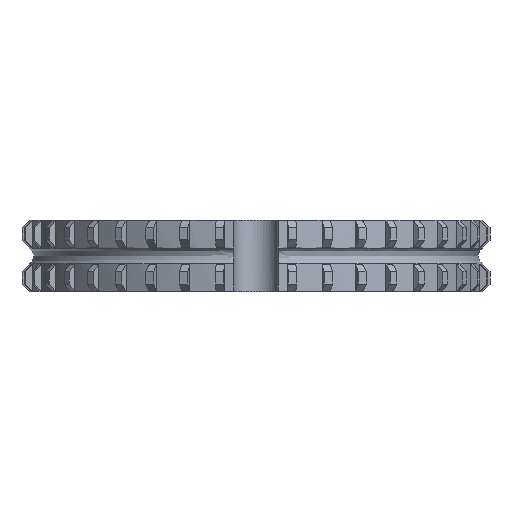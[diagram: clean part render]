
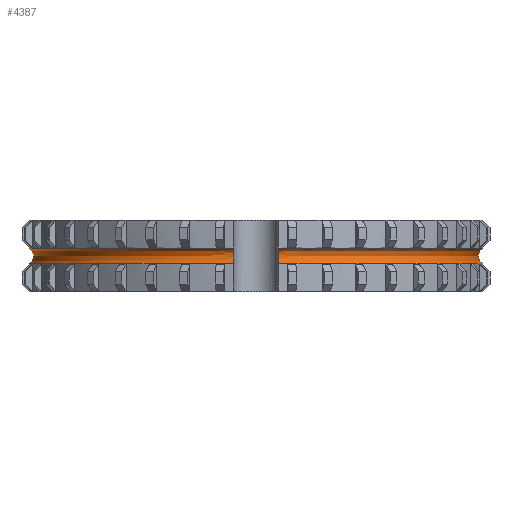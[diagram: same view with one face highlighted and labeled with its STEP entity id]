
A CAD part, top view. The second image highlights one B-rep face of the part: STEP entity #4387.
In plain terms, the highlighted free-form (B-spline) face has degree [2, 2] with [7, 3] control points.
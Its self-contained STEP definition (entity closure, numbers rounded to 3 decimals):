
#4387 = ADVANCED_FACE('',(#4388),#4452,.F.);
#4388 = FACE_BOUND('',#4389,.F.);
#4389 = EDGE_LOOP('',(#4390,#4411,#4423,#4442));
#4390 = ORIENTED_EDGE('',*,*,#4391,.T.);
#4391 = EDGE_CURVE('',#4392,#4394,#4396,.T.);
#4392 = VERTEX_POINT('',#4393);
#4393 = CARTESIAN_POINT('',(5.738,-1.975,
    58.764));
#4394 = VERTEX_POINT('',#4395);
#4395 = CARTESIAN_POINT('',(5.738,1.975,
    58.764));
#4396 = B_SPLINE_CURVE_WITH_KNOTS('',3,(#4397,#4398,#4399,#4400,#4401,
    #4402,#4403,#4404,#4405,#4406,#4407,#4408,#4409,#4410),
  .UNSPECIFIED.,.F.,.F.,(4,2,2,2,2,2,4),(0.295,0.34,
    0.396,0.452,0.509,0.565,
    0.61),.UNSPECIFIED.);
#4397 = CARTESIAN_POINT('',(5.738,-1.975,
    58.764));
#4398 = CARTESIAN_POINT('',(5.738,-1.87,
    58.559));
#4399 = CARTESIAN_POINT('',(5.738,-1.722,
    58.358));
#4400 = CARTESIAN_POINT('',(5.738,-1.375,
    58.011));
#4401 = CARTESIAN_POINT('',(5.738,-1.102,
    57.827));
#4402 = CARTESIAN_POINT('',(5.738,-0.596,
    57.617));
#4403 = CARTESIAN_POINT('',(5.738,-0.274,
    57.553));
#4404 = CARTESIAN_POINT('',(5.738,0.274,
    57.553));
#4405 = CARTESIAN_POINT('',(5.738,0.596,
    57.617));
#4406 = CARTESIAN_POINT('',(5.738,1.102,
    57.827));
#4407 = CARTESIAN_POINT('',(5.738,1.375,
    58.011));
#4408 = CARTESIAN_POINT('',(5.738,1.722,
    58.358));
#4409 = CARTESIAN_POINT('',(5.738,1.87,58.559
    ));
#4410 = CARTESIAN_POINT('',(5.738,1.975,
    58.764));
#4411 = ORIENTED_EDGE('',*,*,#4412,.T.);
#4412 = EDGE_CURVE('',#4394,#4413,#4415,.T.);
#4413 = VERTEX_POINT('',#4414);
#4414 = CARTESIAN_POINT('',(-5.738,1.975,
    58.764));
#4415 = ( BOUNDED_CURVE() B_SPLINE_CURVE(2,(#4416,#4417,#4418,#4419,
#4420,#4421,#4422),.UNSPECIFIED.,.F.,.F.) B_SPLINE_CURVE_WITH_KNOTS((3,2
    ,2,3),(4.81,6.839,8.869,10.898)
,.PIECEWISE_BEZIER_KNOTS.) CURVE() GEOMETRIC_REPRESENTATION_ITEM() 
RATIONAL_B_SPLINE_CURVE((1.,0.528,1.,0.528,1.,
0.528,1.)) REPRESENTATION_ITEM('') );
#4416 = CARTESIAN_POINT('',(5.738,1.975,
    58.764));
#4417 = CARTESIAN_POINT('',(100.296,1.975,
    49.531));
#4418 = CARTESIAN_POINT('',(50.148,1.975,
    -31.165));
#4419 = CARTESIAN_POINT('',(0.,1.975,
    -111.86));
#4420 = CARTESIAN_POINT('',(-50.148,1.975,
    -31.165));
#4421 = CARTESIAN_POINT('',(-100.296,1.975,
    49.531));
#4422 = CARTESIAN_POINT('',(-5.738,1.975,
    58.764));
#4423 = ORIENTED_EDGE('',*,*,#4424,.T.);
#4424 = EDGE_CURVE('',#4413,#4425,#4427,.T.);
#4425 = VERTEX_POINT('',#4426);
#4426 = CARTESIAN_POINT('',(-5.738,-1.975,
    58.764));
#4427 = B_SPLINE_CURVE_WITH_KNOTS('',3,(#4428,#4429,#4430,#4431,#4432,
    #4433,#4434,#4435,#4436,#4437,#4438,#4439,#4440,#4441),
  .UNSPECIFIED.,.F.,.F.,(4,2,2,2,2,2,4),(0.295,0.34,
    0.396,0.452,0.509,0.565,
    0.61),.UNSPECIFIED.);
#4428 = CARTESIAN_POINT('',(-5.738,1.975,
    58.764));
#4429 = CARTESIAN_POINT('',(-5.738,1.87,
    58.559));
#4430 = CARTESIAN_POINT('',(-5.738,1.722,
    58.358));
#4431 = CARTESIAN_POINT('',(-5.738,1.375,
    58.011));
#4432 = CARTESIAN_POINT('',(-5.738,1.102,
    57.827));
#4433 = CARTESIAN_POINT('',(-5.738,0.596,
    57.617));
#4434 = CARTESIAN_POINT('',(-5.738,0.274,
    57.553));
#4435 = CARTESIAN_POINT('',(-5.738,-0.274,
    57.553));
#4436 = CARTESIAN_POINT('',(-5.738,-0.596,
    57.617));
#4437 = CARTESIAN_POINT('',(-5.738,-1.102,
    57.827));
#4438 = CARTESIAN_POINT('',(-5.738,-1.375,
    58.011));
#4439 = CARTESIAN_POINT('',(-5.738,-1.722,
    58.358));
#4440 = CARTESIAN_POINT('',(-5.738,-1.87,
    58.559));
#4441 = CARTESIAN_POINT('',(-5.738,-1.975,
    58.764));
#4442 = ORIENTED_EDGE('',*,*,#4443,.T.);
#4443 = EDGE_CURVE('',#4425,#4392,#4444,.T.);
#4444 = ( BOUNDED_CURVE() B_SPLINE_CURVE(2,(#4445,#4446,#4447,#4448,
#4449,#4450,#4451),.UNSPECIFIED.,.F.,.F.) B_SPLINE_CURVE_WITH_KNOTS((3,2
    ,2,3),(1.668,3.698,5.727,7.757),
.PIECEWISE_BEZIER_KNOTS.) CURVE() GEOMETRIC_REPRESENTATION_ITEM() 
RATIONAL_B_SPLINE_CURVE((1.,0.528,1.,0.528,1.,
0.528,1.)) REPRESENTATION_ITEM('') );
#4445 = CARTESIAN_POINT('',(-5.738,-1.975,
    58.764));
#4446 = CARTESIAN_POINT('',(-100.296,-1.975,
    49.531));
#4447 = CARTESIAN_POINT('',(-50.148,-1.975,
    -31.165));
#4448 = CARTESIAN_POINT('',(0.,-1.975,
    -111.86));
#4449 = CARTESIAN_POINT('',(50.148,-1.975,
    -31.165));
#4450 = CARTESIAN_POINT('',(100.296,-1.975,
    49.531));
#4451 = CARTESIAN_POINT('',(5.738,-1.975,
    58.764));
#4452 = ( BOUNDED_SURFACE() B_SPLINE_SURFACE(2,2,(
    (#4453,#4454,#4455)
    ,(#4456,#4457,#4458)
    ,(#4459,#4460,#4461)
    ,(#4462,#4463,#4464)
    ,(#4465,#4466,#4467)
    ,(#4468,#4469,#4470)
    ,(#4471,#4472,#4473
)),.UNSPECIFIED.,.F.,.F.,.F.) B_SPLINE_SURFACE_WITH_KNOTS((3,2,2,3),(3,3
    ),(-3.044,-1.015,1.015,3.044),(
    2.046,4.237),.UNSPECIFIED.) 
GEOMETRIC_REPRESENTATION_ITEM() RATIONAL_B_SPLINE_SURFACE((
    (1.,0.458,1.)
    ,(0.528,0.241,0.528)
    ,(1.,0.458,1.)
    ,(0.528,0.241,0.528)
    ,(1.,0.458,1.)
    ,(0.528,0.241,0.528)
,(1.,0.458,1.))) REPRESENTATION_ITEM('') SURFACE() );
#4453 = CARTESIAN_POINT('',(-5.738,-1.975,
    58.764));
#4454 = CARTESIAN_POINT('',(-5.365,0.,
    54.943));
#4455 = CARTESIAN_POINT('',(-5.738,1.975,
    58.764));
#4456 = CARTESIAN_POINT('',(-100.296,-1.975,
    49.531));
#4457 = CARTESIAN_POINT('',(-93.776,0.,
    46.311));
#4458 = CARTESIAN_POINT('',(-100.296,1.975,
    49.531));
#4459 = CARTESIAN_POINT('',(-50.148,-1.975,
    -31.165));
#4460 = CARTESIAN_POINT('',(-46.888,0.,
    -29.139));
#4461 = CARTESIAN_POINT('',(-50.148,1.975,
    -31.165));
#4462 = CARTESIAN_POINT('',(0.,-1.975,
    -111.86));
#4463 = CARTESIAN_POINT('',(0.,0.,
    -104.588));
#4464 = CARTESIAN_POINT('',(0.,1.975,
    -111.86));
#4465 = CARTESIAN_POINT('',(50.148,-1.975,
    -31.165));
#4466 = CARTESIAN_POINT('',(46.888,0.,
    -29.139));
#4467 = CARTESIAN_POINT('',(50.148,1.975,
    -31.165));
#4468 = CARTESIAN_POINT('',(100.296,-1.975,
    49.531));
#4469 = CARTESIAN_POINT('',(93.776,0.,
    46.311));
#4470 = CARTESIAN_POINT('',(100.296,1.975,
    49.531));
#4471 = CARTESIAN_POINT('',(5.738,-1.975,
    58.764));
#4472 = CARTESIAN_POINT('',(5.365,0.,
    54.943));
#4473 = CARTESIAN_POINT('',(5.738,1.975,
    58.764));
